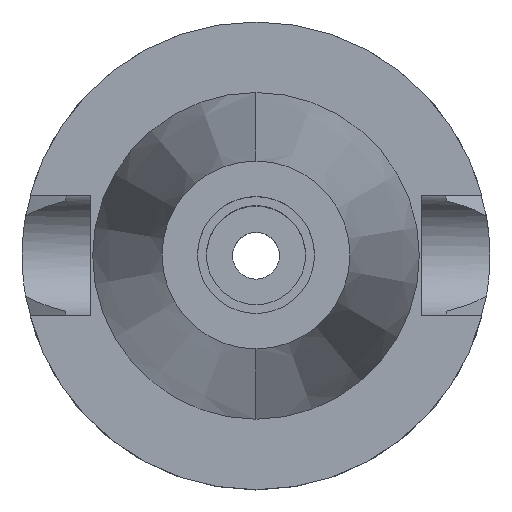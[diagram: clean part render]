
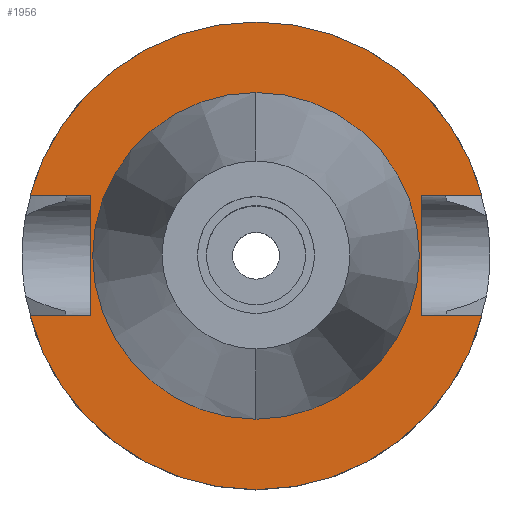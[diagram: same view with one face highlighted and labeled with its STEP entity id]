
A CAD part, top view. The second image highlights one B-rep face of the part: STEP entity #1956.
In plain terms, the highlighted planar face has unit normal (0, 0, 1).
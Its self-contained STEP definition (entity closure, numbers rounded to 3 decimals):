
#644=DIRECTION('',(1.,0.,0.));
#645=VECTOR('',#644,12.921);
#646=CARTESIAN_POINT('',(35.4,12.85,-1.5));
#647=LINE('',#646,#645);
#691=DIRECTION('',(0.,1.,0.));
#692=VECTOR('',#691,25.7);
#693=CARTESIAN_POINT('',(-35.4,-12.85,-1.5));
#694=LINE('',#693,#692);
#698=DIRECTION('',(-1.,0.,0.));
#699=VECTOR('',#698,12.921);
#700=CARTESIAN_POINT('',(-35.4,12.85,-1.5));
#701=LINE('',#700,#699);
#705=CARTESIAN_POINT('',(0.,0.,-1.5));
#706=DIRECTION('',(0.,0.,-1.));
#707=DIRECTION('',(-0.966,0.257,0.));
#708=AXIS2_PLACEMENT_3D('',#705,#706,#707);
#713=CARTESIAN_POINT('',(0.,0.,-1.5));
#714=DIRECTION('',(0.,0.,-1.));
#715=DIRECTION('',(0.,1.,0.));
#716=AXIS2_PLACEMENT_3D('',#713,#714,#715);
#721=DIRECTION('',(0.,-1.,0.));
#722=VECTOR('',#721,25.7);
#723=CARTESIAN_POINT('',(35.4,12.85,-1.5));
#724=LINE('',#723,#722);
#728=DIRECTION('',(1.,0.,0.));
#729=VECTOR('',#728,12.921);
#730=CARTESIAN_POINT('',(35.4,-12.85,-1.5));
#731=LINE('',#730,#729);
#735=CARTESIAN_POINT('',(0.,0.,-1.5));
#736=DIRECTION('',(0.,0.,-1.));
#737=DIRECTION('',(0.966,-0.257,0.));
#738=AXIS2_PLACEMENT_3D('',#735,#736,#737);
#743=CARTESIAN_POINT('',(0.,0.,-1.5));
#744=DIRECTION('',(0.,0.,-1.));
#745=DIRECTION('',(0.,-1.,0.));
#746=AXIS2_PLACEMENT_3D('',#743,#744,#745);
#751=CARTESIAN_POINT('',(0.,0.,-1.5));
#752=DIRECTION('',(0.,0.,1.));
#753=DIRECTION('',(0.,-1.,0.));
#754=AXIS2_PLACEMENT_3D('',#751,#752,#753);
#759=CARTESIAN_POINT('',(0.,0.,-1.5));
#760=DIRECTION('',(0.,0.,1.));
#761=DIRECTION('',(0.,1.,0.));
#762=AXIS2_PLACEMENT_3D('',#759,#760,#761);
#797=DIRECTION('',(-1.,0.,0.));
#798=VECTOR('',#797,12.921);
#799=CARTESIAN_POINT('',(-35.4,-12.85,-1.5));
#800=LINE('',#799,#798);
#1307=CARTESIAN_POINT('',(-35.4,-12.85,-1.5));
#1308=VERTEX_POINT('',#1307);
#1309=CARTESIAN_POINT('',(-48.321,-12.85,-1.5));
#1310=VERTEX_POINT('',#1309);
#1313=CARTESIAN_POINT('',(-35.4,12.85,-1.5));
#1314=VERTEX_POINT('',#1313);
#1315=CARTESIAN_POINT('',(-48.321,12.85,-1.5));
#1316=VERTEX_POINT('',#1315);
#1317=CARTESIAN_POINT('',(0.,50.,-1.5));
#1318=CARTESIAN_POINT('',(48.321,12.85,-1.5));
#1319=VERTEX_POINT('',#1317);
#1320=VERTEX_POINT('',#1318);
#1321=CARTESIAN_POINT('',(35.4,12.85,-1.5));
#1322=VERTEX_POINT('',#1321);
#1323=CARTESIAN_POINT('',(35.4,-12.85,-1.5));
#1324=VERTEX_POINT('',#1323);
#1325=CARTESIAN_POINT('',(48.321,-12.85,-1.5));
#1326=VERTEX_POINT('',#1325);
#1327=CARTESIAN_POINT('',(0.,-50.,-1.5));
#1328=VERTEX_POINT('',#1327);
#1329=CARTESIAN_POINT('',(0.,-34.925,-1.5));
#1330=CARTESIAN_POINT('',(0.,34.925,-1.5));
#1331=VERTEX_POINT('',#1329);
#1332=VERTEX_POINT('',#1330);
#1925=CARTESIAN_POINT('',(0.,0.,-1.5));
#1926=DIRECTION('',(0.,0.,-1.));
#1927=DIRECTION('',(0.,-1.,0.));
#1928=AXIS2_PLACEMENT_3D('',#1925,#1926,#1927);
#1929=PLANE('',#1928);
#1931=ORIENTED_EDGE('',*,*,#1930,.T.);
#1933=ORIENTED_EDGE('',*,*,#1932,.T.);
#1935=ORIENTED_EDGE('',*,*,#1934,.T.);
#1937=ORIENTED_EDGE('',*,*,#1936,.T.);
#1938=ORIENTED_EDGE('',*,*,#1901,.F.);
#1939=ORIENTED_EDGE('',*,*,#1915,.T.);
#1941=ORIENTED_EDGE('',*,*,#1940,.T.);
#1943=ORIENTED_EDGE('',*,*,#1942,.T.);
#1945=ORIENTED_EDGE('',*,*,#1944,.T.);
#1947=ORIENTED_EDGE('',*,*,#1946,.F.);
#1948=EDGE_LOOP('',(#1931,#1933,#1935,#1937,#1938,#1939,#1941,#1943,#1945,
#1947));
#1949=FACE_OUTER_BOUND('',#1948,.F.);
#1951=ORIENTED_EDGE('',*,*,#1950,.T.);
#1953=ORIENTED_EDGE('',*,*,#1952,.T.);
#1954=EDGE_LOOP('',(#1951,#1953));
#1955=FACE_BOUND('',#1954,.F.);
#709=CIRCLE('',#708,50.);
#717=CIRCLE('',#716,50.);
#739=CIRCLE('',#738,50.);
#747=CIRCLE('',#746,50.);
#755=CIRCLE('',#754,34.925);
#763=CIRCLE('',#762,34.925);
#1901=EDGE_CURVE('',#1322,#1320,#647,.T.);
#1915=EDGE_CURVE('',#1322,#1324,#724,.T.);
#1930=EDGE_CURVE('',#1308,#1314,#694,.T.);
#1932=EDGE_CURVE('',#1314,#1316,#701,.T.);
#1934=EDGE_CURVE('',#1316,#1319,#709,.T.);
#1936=EDGE_CURVE('',#1319,#1320,#717,.T.);
#1940=EDGE_CURVE('',#1324,#1326,#731,.T.);
#1942=EDGE_CURVE('',#1326,#1328,#739,.T.);
#1944=EDGE_CURVE('',#1328,#1310,#747,.T.);
#1946=EDGE_CURVE('',#1308,#1310,#800,.T.);
#1950=EDGE_CURVE('',#1331,#1332,#755,.T.);
#1952=EDGE_CURVE('',#1332,#1331,#763,.T.);
#1956=ADVANCED_FACE('',(#1949,#1955),#1929,.F.);
